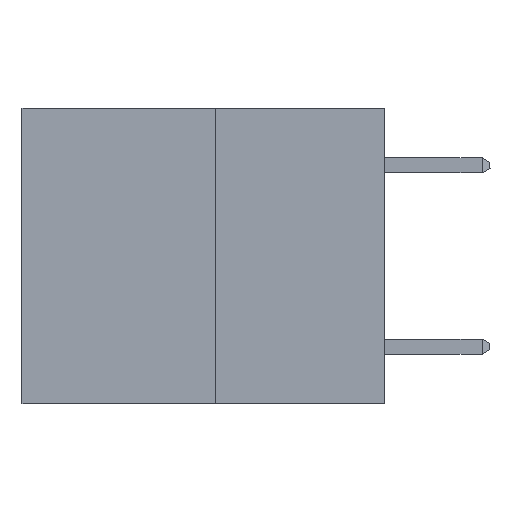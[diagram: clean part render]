
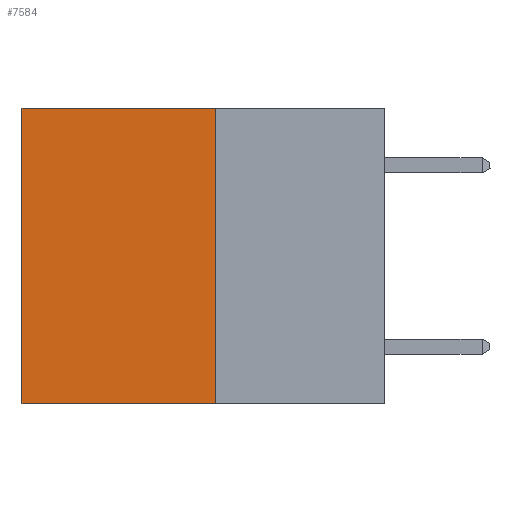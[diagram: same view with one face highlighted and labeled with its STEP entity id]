
A CAD part, left-side view. The second image highlights one B-rep face of the part: STEP entity #7584.
In plain terms, the highlighted planar face has unit normal (-1, 0, 0).
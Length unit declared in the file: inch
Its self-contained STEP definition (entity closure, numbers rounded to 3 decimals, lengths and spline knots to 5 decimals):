
#198 = EDGE_CURVE ( 'NONE', #13564, #26015, #9329, .T. ) ;
#747 = DIRECTION ( 'NONE',  ( 0., 0., -1. ) ) ;
#761 = ORIENTED_EDGE ( 'NONE', *, *, #7740, .F. ) ;
#1121 = DIRECTION ( 'NONE',  ( 0., 0., -1. ) ) ;
#1301 = VECTOR ( 'NONE', #10283, 39.37008 ) ;
#2367 = CARTESIAN_POINT ( 'NONE',  ( 0.3165, 0.28, -0.49 ) ) ;
#2843 = ORIENTED_EDGE ( 'NONE', *, *, #21078, .T. ) ;
#4864 = VECTOR ( 'NONE', #1121, 39.37008 ) ;
#5701 = CARTESIAN_POINT ( 'NONE',  ( 0.3165, 0.6, -0.49 ) ) ;
#5852 = DIRECTION ( 'NONE',  ( 0., 0., -1. ) ) ;
#5924 = CARTESIAN_POINT ( 'NONE',  ( 0.3165, 0.28, 0. ) ) ;
#6378 = DIRECTION ( 'NONE',  ( 0., 1., 0. ) ) ;
#7584 = ADVANCED_FACE ( 'NONE', ( #25899 ), #18787, .F. ) ;
#7740 = EDGE_CURVE ( 'NONE', #11966, #26015, #23692, .T. ) ;
#8381 = VECTOR ( 'NONE', #5852, 39.37008 ) ;
#8838 = CARTESIAN_POINT ( 'NONE',  ( 0.3165, 0.28, -0.49 ) ) ;
#9329 = LINE ( 'NONE', #21846, #8381 ) ;
#9733 = ORIENTED_EDGE ( 'NONE', *, *, #18842, .F. ) ;
#10011 = ORIENTED_EDGE ( 'NONE', *, *, #198, .T. ) ;
#10283 = DIRECTION ( 'NONE',  ( 0., 1., 0. ) ) ;
#11966 = VERTEX_POINT ( 'NONE', #20402 ) ;
#12060 = LINE ( 'NONE', #8838, #4864 ) ;
#12808 = DIRECTION ( 'NONE',  ( 1., 0., 0. ) ) ;
#13239 = VERTEX_POINT ( 'NONE', #5924 ) ;
#13564 = VERTEX_POINT ( 'NONE', #14473 ) ;
#14473 = CARTESIAN_POINT ( 'NONE',  ( 0.3165, 0.6, 0. ) ) ;
#16242 = CARTESIAN_POINT ( 'NONE',  ( 0.3165, 0.28, 0. ) ) ;
#16663 = LINE ( 'NONE', #16242, #1301 ) ;
#18787 = PLANE ( 'NONE',  #19479 ) ;
#18820 = EDGE_LOOP ( 'NONE', ( #10011, #761, #9733, #2843 ) ) ;
#18842 = EDGE_CURVE ( 'NONE', #13239, #11966, #12060, .T. ) ;
#19479 = AXIS2_PLACEMENT_3D ( 'NONE', #24829, #12808, #747 ) ;
#20402 = CARTESIAN_POINT ( 'NONE',  ( 0.3165, 0.28, -0.49 ) ) ;
#21078 = EDGE_CURVE ( 'NONE', #13239, #13564, #16663, .T. ) ;
#21846 = CARTESIAN_POINT ( 'NONE',  ( 0.3165, 0.6, -0.49 ) ) ;
#22755 = VECTOR ( 'NONE', #6378, 39.37008 ) ;
#23692 = LINE ( 'NONE', #2367, #22755 ) ;
#24829 = CARTESIAN_POINT ( 'NONE',  ( 0.3165, 0.28, -0.49 ) ) ;
#25899 = FACE_OUTER_BOUND ( 'NONE', #18820, .T. ) ;
#26015 = VERTEX_POINT ( 'NONE', #5701 ) ;
